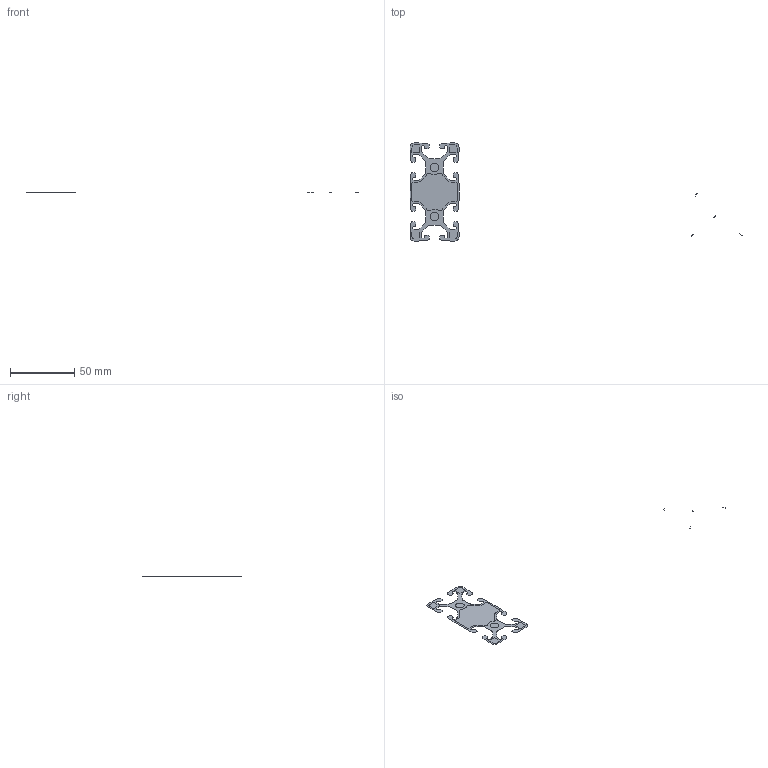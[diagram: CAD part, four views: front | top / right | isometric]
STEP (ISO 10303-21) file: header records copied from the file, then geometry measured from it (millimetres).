
FILE_DESCRIPTION((''),'2;1');
FILE_NAME('15QE1530L.stp','2006-03-13T15:27:48',('Shawn Mantel'),('Faztek, LLC'),'Mechanical Desktop 2005','Mechanical Desktop 2005',', , ');
FILE_SCHEMA(('CONFIG_CONTROL_DESIGN'));
Length unit declared in the file: inch
Products named in the file (2): Product; *X1
Assembly tree (1 placements, depth 2):
  Product
    *X1
Bounding box: 258 x 76.2 x 0 mm (x, y, z)
Surface area: 2808.8 mm2 (no closed solid volume)
Topology: 0 solids, 0 shells, 12 faces, 443 edges, 628 vertices
Faces by surface type: bspline 12
Entity records: 3982 total; most frequent: CARTESIAN_POINT 2252, PCURVE 238, COMPOSITE_CURVE_SEGMENT 238, QUASI_UNIFORM_CURVE 220, DIRECTION 193, VECTOR 189, LINE 189, TRIMMED_CURVE 189
